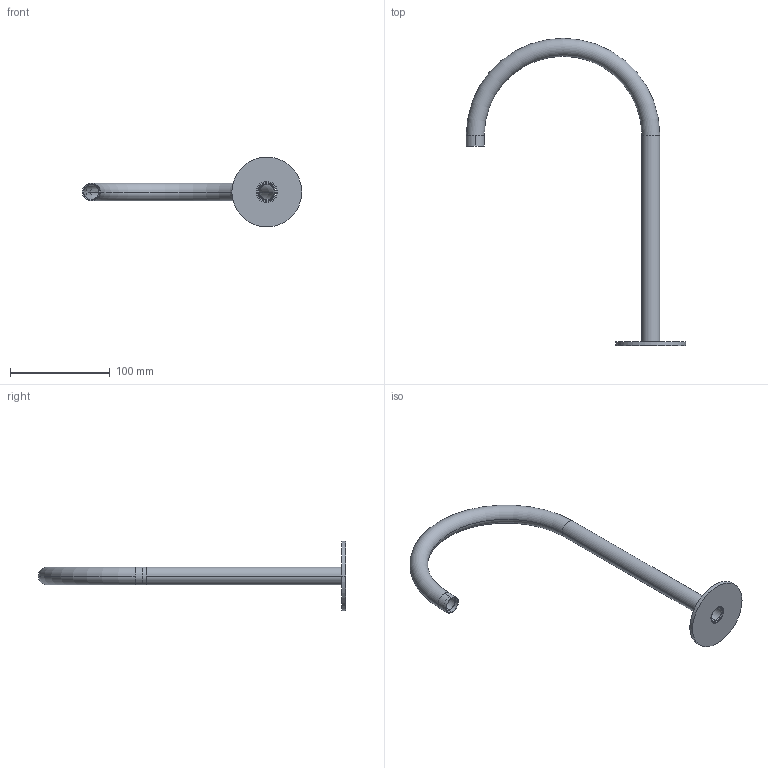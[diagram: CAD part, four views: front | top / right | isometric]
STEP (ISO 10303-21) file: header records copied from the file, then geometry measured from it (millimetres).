
FILE_DESCRIPTION (( 'STEP AP214' ), '1' );
FILE_NAME ('BIC.0003.U.STEP', '2022-11-07T13:56:50', ( 'Solid' ), ( '' ), 'SwSTEP 2.0', 'SolidWorks 2019', '' );
FILE_SCHEMA (( 'AUTOMOTIVE_DESIGN' ));
Length unit declared in the file: millimetre
Products named in the file (3): BIC.0003.U; 0094.001.00; 0001-ESPELHO_Ø70_BICA_Ø18MM_000000000000
Assembly tree (2 placements, depth 2):
  BIC.0003.U
    0094.001.00
    0001-ESPELHO_Ø70_BICA_Ø18MM_000000000000
Bounding box: 220 x 308 x 70 mm (x, y, z)
Volume: 52400.4 mm3; surface area: 60292.4 mm2
Topology: 2 solids, 2 shells, 52 faces, 110 edges, 66 vertices
Faces by surface type: cylinder 22, cone 18, plane 8, torus 4
Entity records: 1647 total; most frequent: CARTESIAN_POINT 322, DIRECTION 286, ORIENTED_EDGE 220, AXIS2_PLACEMENT_3D 123, EDGE_CURVE 110, CIRCLE 66, VERTEX_POINT 66, EDGE_LOOP 60
